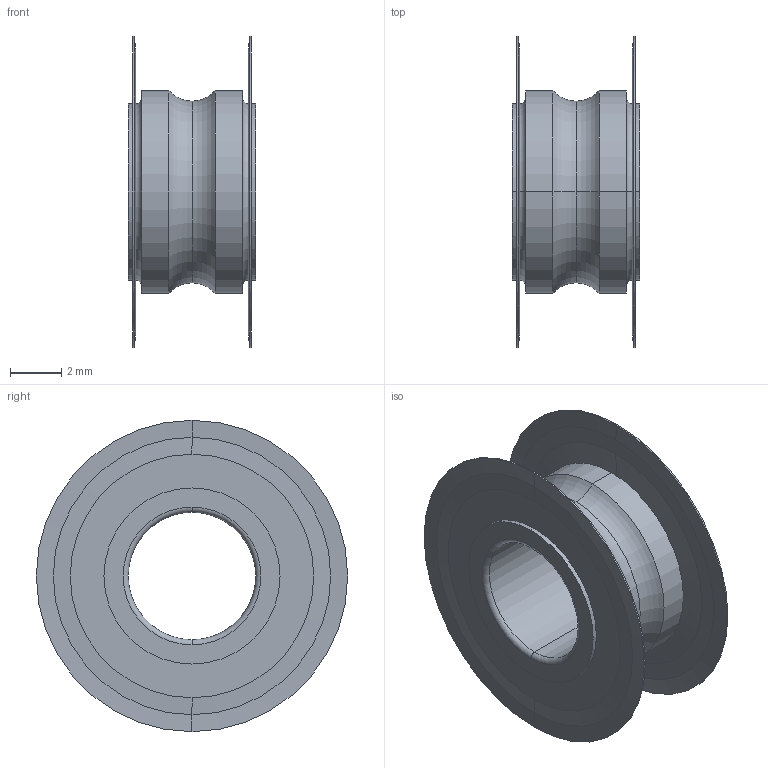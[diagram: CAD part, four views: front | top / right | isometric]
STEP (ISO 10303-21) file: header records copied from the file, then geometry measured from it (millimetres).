
FILE_DESCRIPTION (( 'STEP AP214' ), '1' );
FILE_NAME ('W 605-2Z_PART1.step', '2019-11-11T12:31:23', ( '' ), ( '' ), 'SwSTEP 2.0', 'SolidWorks 2019', '' );
FILE_SCHEMA (( 'AUTOMOTIVE_DESIGN' ));
Length unit declared in the file: millimetre
Products named in the file (1): W 605-2Z_PART1
Bounding box: 5 x 12.2 x 12.2 mm (x, y, z)
Volume: 139.5 mm3; surface area: 575.5 mm2
Topology: 1 solids, 1 shells, 54 faces, 108 edges, 62 vertices
Faces by surface type: cylinder 18, cone 16, torus 12, plane 8
Entity records: 1444 total; most frequent: DIRECTION 292, CARTESIAN_POINT 225, ORIENTED_EDGE 216, AXIS2_PLACEMENT_3D 129, EDGE_CURVE 108, CIRCLE 74, VERTEX_POINT 62, EDGE_LOOP 62
